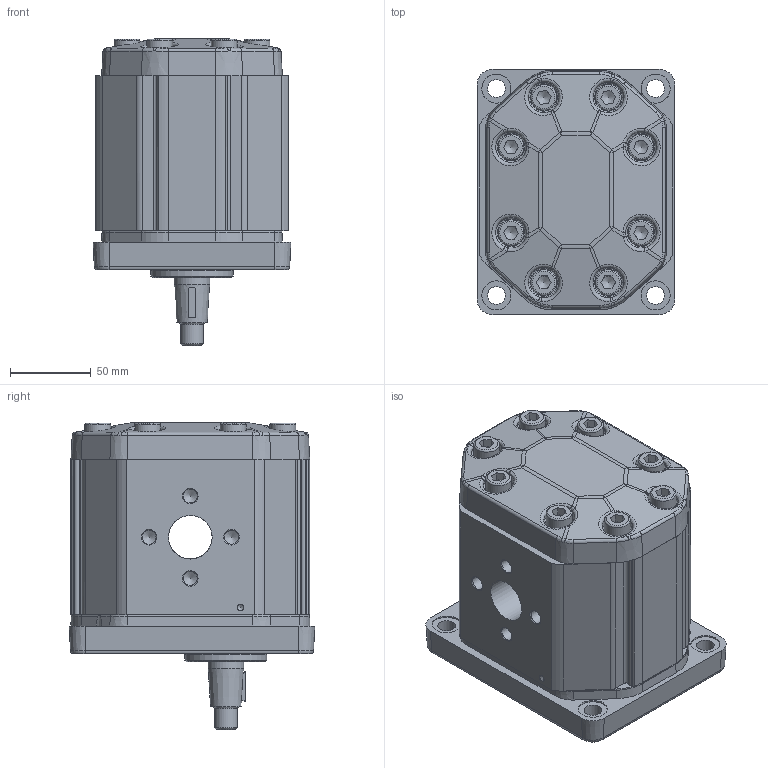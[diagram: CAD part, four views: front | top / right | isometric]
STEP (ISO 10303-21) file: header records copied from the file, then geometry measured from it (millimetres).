
FILE_DESCRIPTION((''),'2;1');
FILE_NAME('GHP3-D-66.stp','2016-06-06T10:22:59',('p7tar0'),(''),'Autodesk Inventor 2013','Autodesk Inventor 2013','');
FILE_SCHEMA(('AUTOMOTIVE_DESIGN { 1 0 10303 214 1 1 1 1 }'));
Length unit declared in the file: millimetre
Products named in the file (1): Parte8
Bounding box: 122.5 x 152 x 190 mm (x, y, z)
Volume: 1640480 mm3; surface area: 200205.7 mm2
Topology: 2 solids, 35 shells, 974 faces, 2367 edges, 1470 vertices
Faces by surface type: plane 324, cylinder 289, cone 150, torus 125, bspline 78, sphere 8
Full cylindrical faces by diameter (mm): 2.5 x2, 4 x9, 8.376 x16, 8.647 x8, 10 x16, 10.5 x8, 11 x12, 14 x1, 16 x16, 17 x16, 18 x4, 19 x8, 22 x3, 25 x1, 26 x1, 26.2 x1, 27 x2, 30 x1, 31.5 x1, 35 x1, 35.8 x1, 37 x1, 50.8 x1
Entity records: 29130 total; most frequent: CARTESIAN_POINT 7908, DIRECTION 4306, ORIENTED_EDGE 3762, EDGE_CURVE 1881, AXIS2_PLACEMENT_3D 1826, EDGE_LOOP 1340, VERTEX_POINT 1295, FACE_OUTER_BOUND 974
